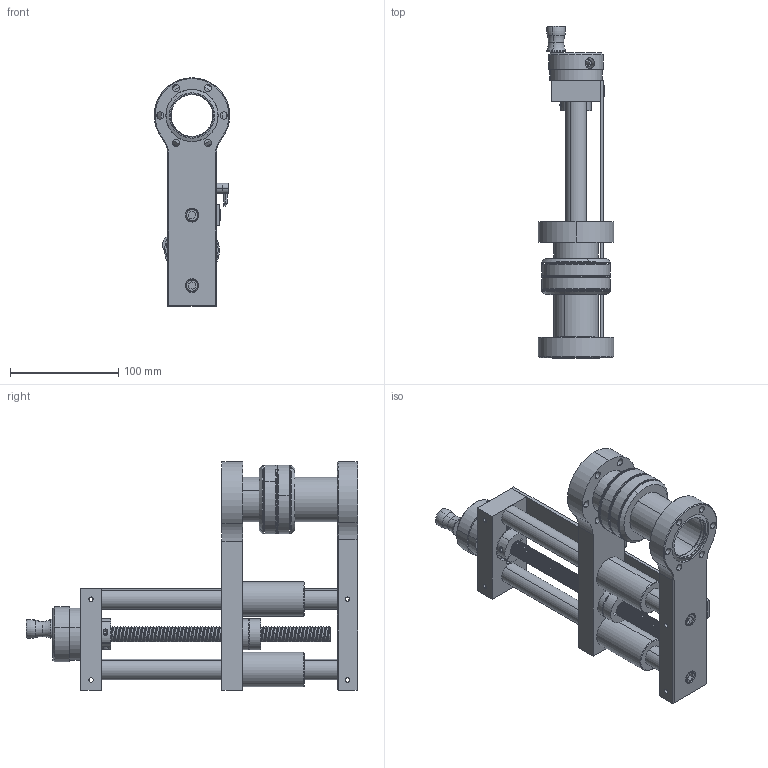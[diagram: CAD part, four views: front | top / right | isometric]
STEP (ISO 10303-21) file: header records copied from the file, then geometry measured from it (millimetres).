
FILE_DESCRIPTION (( 'STEP AP214' ), '1' );
FILE_NAME ('A307B7NW-01, Z-B275C-T275T-1.53-4.STEP', '2017-08-24T14:16:09', ( 'My Thermionics' ), ( '' ), 'SwSTEP 2.0', 'SolidWorks 2010', '' );
FILE_SCHEMA (( 'AUTOMOTIVE_DESIGN' ));
Length unit declared in the file: inch
Products named in the file (1): A307B7NW-01, Z-B275C-T275T-1.53-4
Bounding box: 69.85 x 306.7 x 211.2 mm (x, y, z)
Surface area: 208633.8 mm2 (no closed solid volume)
Topology: 0 solids, 49 shells, 557 faces, 1666 edges, 1164 vertices
Faces by surface type: cylinder 355, plane 142, cone 45, torus 12, bspline 3
Entity records: 45183 total; most frequent: CARTESIAN_POINT 23671, ORIENTED_EDGE 2920, DIRECTION 2866, EDGE_CURVE 1664, VERTEX_POINT 1164, AXIS2_PLACEMENT_3D 1061, LINE 744, VECTOR 744
